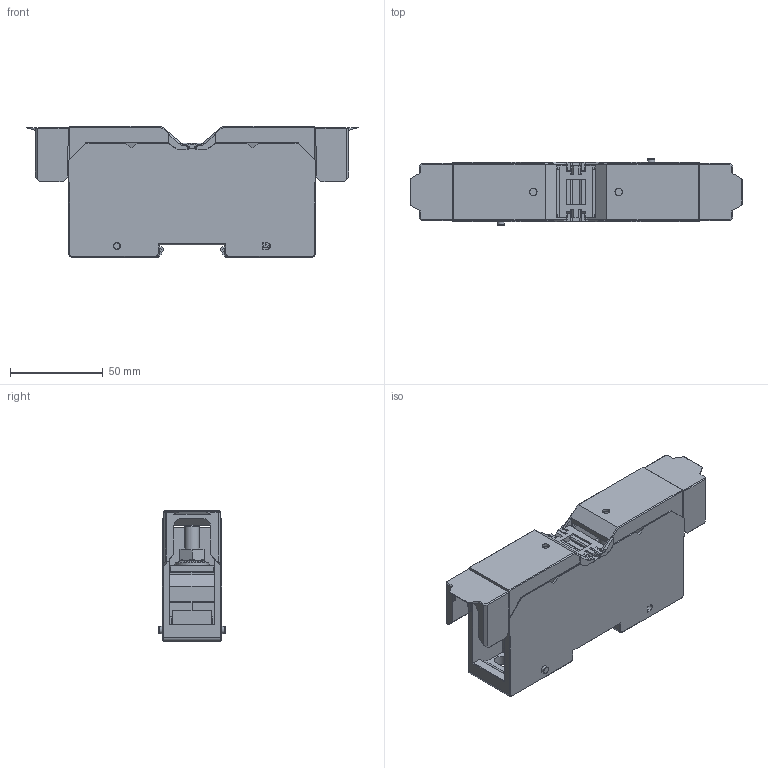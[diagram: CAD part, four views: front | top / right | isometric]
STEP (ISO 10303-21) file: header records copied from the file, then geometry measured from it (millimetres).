
FILE_DESCRIPTION(/* description */ ('Unknown'),/* implementation_level */ '2;1');
FILE_NAME(/* name */ 'SPT95_GY_3D',/* time_stamp */ '2019-09-21T12:31:07+05:00',/* author */ ('Unknown'),/* organization */ ('Unknown'),/* preprocessor_version */ 'ST-DEVELOPER v16.7',/* originating_system */ 'DEX',/* authorisation */ $);
FILE_SCHEMA (('AUTOMOTIVE_DESIGN {1 0 10303 214 3 1 1}'));
Products named in the file (1): SPT70
Bounding box: 179 x 35.6 x 70.9 mm (x, y, z)
Volume: 158606.1 mm3; surface area: 82652.7 mm2
Topology: 1 solids, 23 shells, 3164 faces, 8578 edges, 5483 vertices
Faces by surface type: plane 1714, cylinder 912, bspline 248, cone 126, torus 88, sphere 76
Full cylindrical faces by diameter (mm): 2.5 x2, 2.76 x1, 3 x2, 3.9 x2, 4 x2, 7 x2, 8 x4, 9 x2, 9.3 x2, 10.316 x2, 11.8 x2, 18 x2
Entity records: 122754 total; most frequent: CARTESIAN_POINT 22206, ORIENTED_EDGE 16798, DIRECTION 15747, EDGE_CURVE 8399, VERTEX_POINT 5452, LINE 5401, VECTOR 5401, AXIS2_PLACEMENT_3D 5173
